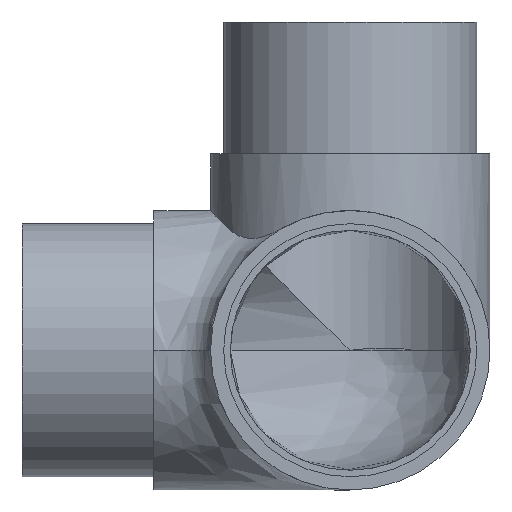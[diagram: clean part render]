
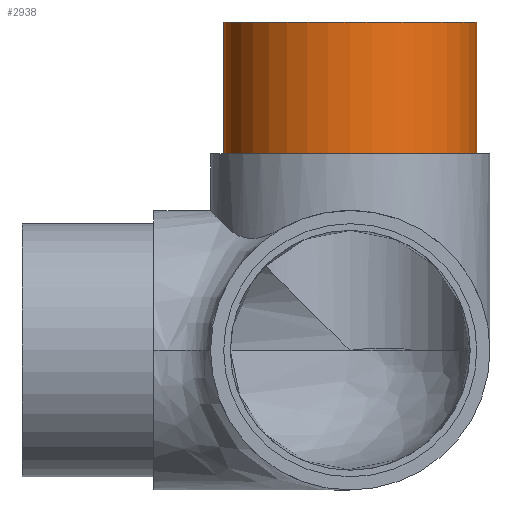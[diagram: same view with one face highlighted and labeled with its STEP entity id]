
A CAD part, front view. The second image highlights one B-rep face of the part: STEP entity #2938.
In plain terms, the highlighted cylindrical face has radius 19.2 mm (diameter 38.4 mm), a partial arc.
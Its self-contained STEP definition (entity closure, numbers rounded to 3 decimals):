
#106 = CARTESIAN_POINT ( 'NONE',  ( 0., 29.8, 49.8 ) ) ;
#400 = VERTEX_POINT ( 'NONE', #5715 ) ;
#779 = EDGE_LOOP ( 'NONE', ( #9519, #6474, #9006, #10857 ) ) ;
#807 = AXIS2_PLACEMENT_3D ( 'NONE', #8361, #4454, #3651 ) ;
#1248 = CARTESIAN_POINT ( 'NONE',  ( 19.2, 29.8, 49.8 ) ) ;
#2006 = EDGE_CURVE ( 'NONE', #6397, #2598, #7078, .T. ) ;
#2598 = VERTEX_POINT ( 'NONE', #6304 ) ;
#2938 = ADVANCED_FACE ( 'NONE', ( #4577 ), #8111, .T. ) ;
#3620 = VERTEX_POINT ( 'NONE', #7608 ) ;
#3651 = DIRECTION ( 'NONE',  ( -1., 0., 0. ) ) ;
#4240 = DIRECTION ( 'NONE',  ( 0., 0., -1. ) ) ;
#4454 = DIRECTION ( 'NONE',  ( 0., 0., -1. ) ) ;
#4561 = CARTESIAN_POINT ( 'NONE',  ( -19.2, 29.8, 49.8 ) ) ;
#4577 = FACE_OUTER_BOUND ( 'NONE', #779, .T. ) ;
#4725 = EDGE_CURVE ( 'NONE', #2598, #400, #11094, .T. ) ;
#5028 = DIRECTION ( 'NONE',  ( 0., 0., -1. ) ) ;
#5715 = CARTESIAN_POINT ( 'NONE',  ( 19.2, 29.8, 29.8 ) ) ;
#6053 = CARTESIAN_POINT ( 'NONE',  ( 0., 29.8, 29.8 ) ) ;
#6304 = CARTESIAN_POINT ( 'NONE',  ( -19.2, 29.8, 29.8 ) ) ;
#6397 = VERTEX_POINT ( 'NONE', #4561 ) ;
#6474 = ORIENTED_EDGE ( 'NONE', *, *, #7896, .F. ) ;
#6540 = DIRECTION ( 'NONE',  ( 1., 0., 0. ) ) ;
#6719 = VECTOR ( 'NONE', #5028, 1000. ) ;
#6743 = AXIS2_PLACEMENT_3D ( 'NONE', #6053, #8906, #6923 ) ;
#6923 = DIRECTION ( 'NONE',  ( 1., 0., 0. ) ) ;
#7004 = LINE ( 'NONE', #1248, #6719 ) ;
#7078 = LINE ( 'NONE', #8834, #11689 ) ;
#7608 = CARTESIAN_POINT ( 'NONE',  ( 19.2, 29.8, 49.8 ) ) ;
#7657 = DIRECTION ( 'NONE',  ( 0., 0., 1. ) ) ;
#7715 = AXIS2_PLACEMENT_3D ( 'NONE', #106, #7657, #6540 ) ;
#7896 = EDGE_CURVE ( 'NONE', #6397, #3620, #11480, .T. ) ;
#8111 = CYLINDRICAL_SURFACE ( 'NONE', #807, 19.2 ) ;
#8361 = CARTESIAN_POINT ( 'NONE',  ( 0., 29.8, 49.8 ) ) ;
#8834 = CARTESIAN_POINT ( 'NONE',  ( -19.2, 29.8, 49.8 ) ) ;
#8906 = DIRECTION ( 'NONE',  ( 0., 0., 1. ) ) ;
#9006 = ORIENTED_EDGE ( 'NONE', *, *, #2006, .T. ) ;
#9519 = ORIENTED_EDGE ( 'NONE', *, *, #11699, .F. ) ;
#10857 = ORIENTED_EDGE ( 'NONE', *, *, #4725, .T. ) ;
#11094 = CIRCLE ( 'NONE', #6743, 19.2 ) ;
#11480 = CIRCLE ( 'NONE', #7715, 19.2 ) ;
#11689 = VECTOR ( 'NONE', #4240, 1000. ) ;
#11699 = EDGE_CURVE ( 'NONE', #3620, #400, #7004, .T. ) ;
